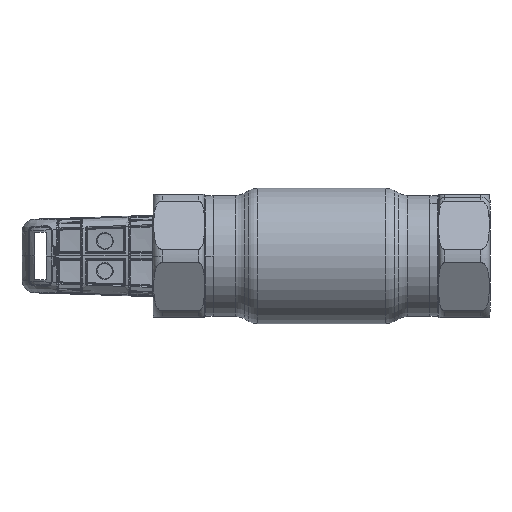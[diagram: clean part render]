
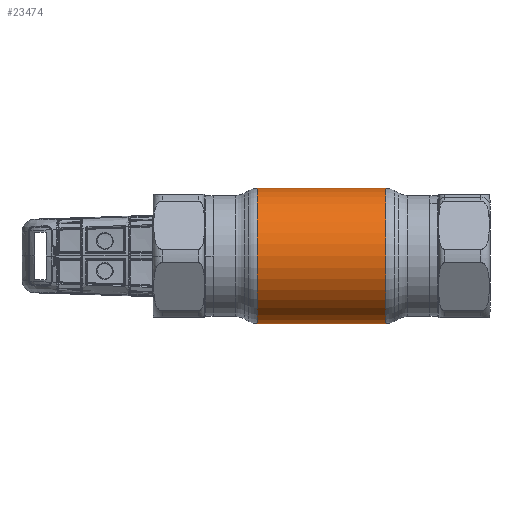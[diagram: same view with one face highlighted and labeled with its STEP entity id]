
A CAD part, front view. The second image highlights one B-rep face of the part: STEP entity #23474.
In plain terms, the highlighted cylindrical face has radius 22.5 mm (diameter 45 mm), a partial arc.
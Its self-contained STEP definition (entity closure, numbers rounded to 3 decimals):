
#55 = CIRCLE ( 'NONE', #41319, 22.5 ) ;
#1303 = DIRECTION ( 'NONE',  ( -1., 0., 0. ) ) ;
#3411 = ORIENTED_EDGE ( 'NONE', *, *, #54569, .F. ) ;
#7851 = CYLINDRICAL_SURFACE ( 'NONE', #49845, 22.5 ) ;
#8132 = CARTESIAN_POINT ( 'NONE',  ( -21.285, 0., 0. ) ) ;
#9279 = AXIS2_PLACEMENT_3D ( 'NONE', #13466, #52191, #23611 ) ;
#10713 = CARTESIAN_POINT ( 'NONE',  ( -62.69, 0., 22.5 ) ) ;
#13219 = FACE_OUTER_BOUND ( 'NONE', #34876, .T. ) ;
#13466 = CARTESIAN_POINT ( 'NONE',  ( 21.285, 0., 0. ) ) ;
#17673 = CARTESIAN_POINT ( 'NONE',  ( -21.285, 0., -22.5 ) ) ;
#19399 = CIRCLE ( 'NONE', #9279, 22.5 ) ;
#19500 = CARTESIAN_POINT ( 'NONE',  ( -62.69, 0., -22.5 ) ) ;
#23474 = ADVANCED_FACE ( 'NONE', ( #13219 ), #7851, .T. ) ;
#23611 = DIRECTION ( 'NONE',  ( 0., 0., 1. ) ) ;
#25169 = DIRECTION ( 'NONE',  ( -1., 0., 0. ) ) ;
#29339 = EDGE_CURVE ( 'NONE', #51074, #43973, #55, .T. ) ;
#31550 = DIRECTION ( 'NONE',  ( 0., 0., 1. ) ) ;
#32284 = VECTOR ( 'NONE', #1303, 1000. ) ;
#32481 = DIRECTION ( 'NONE',  ( 0., 0., 1. ) ) ;
#32671 = EDGE_CURVE ( 'NONE', #34268, #35861, #19399, .T. ) ;
#34268 = VERTEX_POINT ( 'NONE', #46540 ) ;
#34876 = EDGE_LOOP ( 'NONE', ( #3411, #35894, #44736, #38563 ) ) ;
#35861 = VERTEX_POINT ( 'NONE', #62361 ) ;
#35894 = ORIENTED_EDGE ( 'NONE', *, *, #32671, .T. ) ;
#38563 = ORIENTED_EDGE ( 'NONE', *, *, #29339, .F. ) ;
#41319 = AXIS2_PLACEMENT_3D ( 'NONE', #8132, #56973, #31550 ) ;
#42131 = CARTESIAN_POINT ( 'NONE',  ( -21.285, 0., 22.5 ) ) ;
#43973 = VERTEX_POINT ( 'NONE', #42131 ) ;
#44736 = ORIENTED_EDGE ( 'NONE', *, *, #49213, .T. ) ;
#46540 = CARTESIAN_POINT ( 'NONE',  ( 21.285, 0., -22.5 ) ) ;
#47968 = VECTOR ( 'NONE', #25169, 1000. ) ;
#49213 = EDGE_CURVE ( 'NONE', #35861, #43973, #58293, .T. ) ;
#49845 = AXIS2_PLACEMENT_3D ( 'NONE', #60781, #61088, #32481 ) ;
#51074 = VERTEX_POINT ( 'NONE', #17673 ) ;
#52191 = DIRECTION ( 'NONE',  ( -1., 0., 0. ) ) ;
#54074 = LINE ( 'NONE', #19500, #47968 ) ;
#54569 = EDGE_CURVE ( 'NONE', #34268, #51074, #54074, .T. ) ;
#56973 = DIRECTION ( 'NONE',  ( -1., 0., 0. ) ) ;
#58293 = LINE ( 'NONE', #10713, #32284 ) ;
#60781 = CARTESIAN_POINT ( 'NONE',  ( -62.69, 0., 0. ) ) ;
#61088 = DIRECTION ( 'NONE',  ( -1., 0., 0. ) ) ;
#62361 = CARTESIAN_POINT ( 'NONE',  ( 21.285, 0., 22.5 ) ) ;
